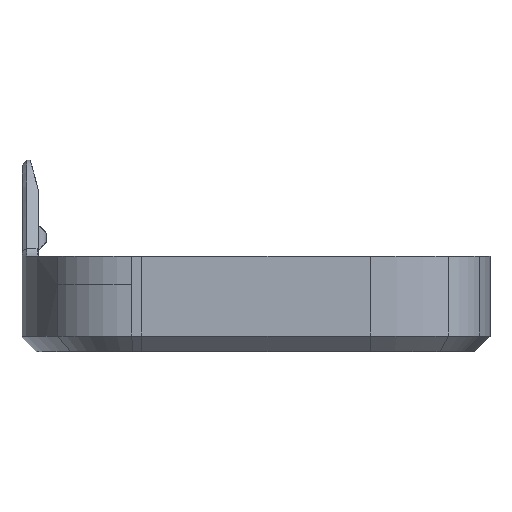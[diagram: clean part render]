
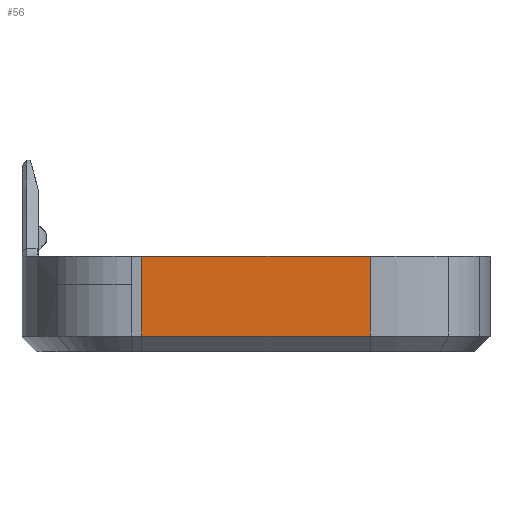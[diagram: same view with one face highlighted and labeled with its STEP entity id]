
A CAD part, left-side view. The second image highlights one B-rep face of the part: STEP entity #56.
In plain terms, the highlighted planar face has unit normal (-1, 0, 0).
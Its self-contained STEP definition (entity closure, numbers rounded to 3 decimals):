
#56=ADVANCED_FACE('',(#267),#3221,.T.);
#267=FACE_OUTER_BOUND('',#480,.T.);
#480=EDGE_LOOP('',(#946,#947,#948,#949));
#946=ORIENTED_EDGE('',*,*,#1932,.F.);
#947=ORIENTED_EDGE('',*,*,#1934,.T.);
#948=ORIENTED_EDGE('',*,*,#1935,.T.);
#949=ORIENTED_EDGE('',*,*,#1878,.F.);
#1878=EDGE_CURVE('',#3003,#3004,#2400,.T.);
#1932=EDGE_CURVE('',#3040,#3003,#2450,.T.);
#1934=EDGE_CURVE('',#3040,#3041,#2452,.T.);
#1935=EDGE_CURVE('',#3041,#3004,#2453,.T.);
#2400=B_SPLINE_CURVE_WITH_KNOTS('',1,(#9894,#9895),.UNSPECIFIED.,.F.,.F.,
(2,2),(0.,29.262),.UNSPECIFIED.);
#2450=B_SPLINE_CURVE_WITH_KNOTS('',1,(#10746,#10747),.UNSPECIFIED.,.F.,
 .F.,(2,2),(-1.,0.),.UNSPECIFIED.);
#2452=B_SPLINE_CURVE_WITH_KNOTS('',1,(#10750,#10751),.UNSPECIFIED.,.F.,
 .F.,(2,2),(0.,29.262),.UNSPECIFIED.);
#2453=B_SPLINE_CURVE_WITH_KNOTS('',1,(#10752,#10753),.UNSPECIFIED.,.F.,
 .F.,(2,2),(0.,10.2),.UNSPECIFIED.);
#3003=VERTEX_POINT('',#9250);
#3004=VERTEX_POINT('',#9251);
#3040=VERTEX_POINT('',#9287);
#3041=VERTEX_POINT('',#9288);
#3221=PLANE('',#3400);
#3400=AXIS2_PLACEMENT_3D('',#4321,#3472,$);
#3472=DIRECTION('',(-1.,0.,0.));
#4321=CARTESIAN_POINT('',(-30.44,17.557,0.98));
#9250=CARTESIAN_POINT('',(-30.44,14.631,12.2));
#9251=CARTESIAN_POINT('',(-30.44,-14.631,12.2));
#9287=CARTESIAN_POINT('',(-30.44,14.631,2.));
#9288=CARTESIAN_POINT('',(-30.44,-14.631,2.));
#9894=CARTESIAN_POINT('',(-30.44,14.631,12.2));
#9895=CARTESIAN_POINT('',(-30.44,-14.631,12.2));
#10746=CARTESIAN_POINT('',(-30.44,14.631,2.));
#10747=CARTESIAN_POINT('',(-30.44,14.631,12.2));
#10750=CARTESIAN_POINT('',(-30.44,14.631,2.));
#10751=CARTESIAN_POINT('',(-30.44,-14.631,2.));
#10752=CARTESIAN_POINT('',(-30.44,-14.631,2.));
#10753=CARTESIAN_POINT('',(-30.44,-14.631,12.2));
